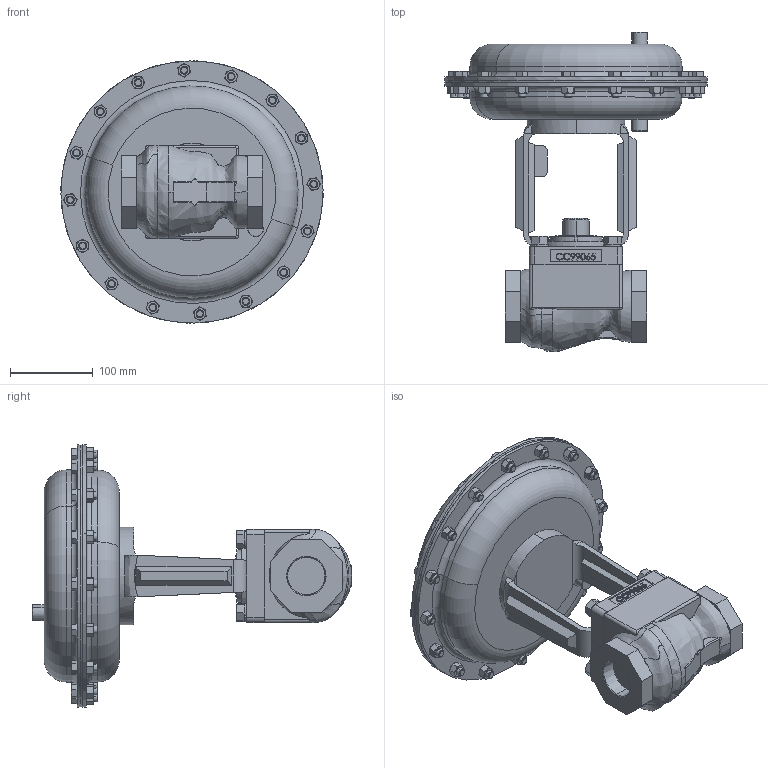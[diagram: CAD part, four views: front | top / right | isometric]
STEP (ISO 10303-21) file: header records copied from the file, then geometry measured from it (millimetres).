
FILE_DESCRIPTION (( 'STEP AP203' ), '1' );
FILE_NAME ('78SP-150-BR+CS+S6-PT-55M-16IQ.step', '2017-09-25T17:12:09', ( '' ), ( '' ), 'SwSTEP 2.0', 'SolidWorks 2014', '' );
FILE_SCHEMA (( 'CONFIG_CONTROL_DESIGN' ));
Length unit declared in the file: inch
Products named in the file (1): 78SP-150-BR+CS+S6-PT-55M-16IQ
Bounding box: 317.42 x 386.94 x 317.42 mm (x, y, z)
Volume: 6522298.3 mm3; surface area: 550589.3 mm2
Topology: 2 solids, 2 shells, 1203 faces, 2802 edges, 1756 vertices
Faces by surface type: plane 531, cone 381, cylinder 165, bspline 104, torus 22
Entity records: 48778 total; most frequent: CARTESIAN_POINT 22955, ORIENTED_EDGE 5604, DIRECTION 4748, EDGE_CURVE 2802, AXIS2_PLACEMENT_3D 1832, VERTEX_POINT 1756, EDGE_LOOP 1366, FACE_OUTER_BOUND 1203
